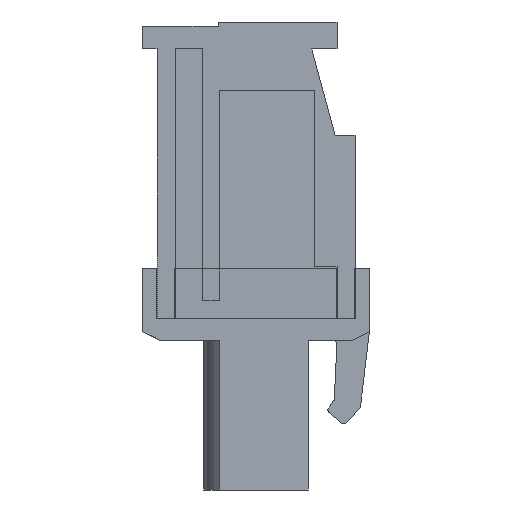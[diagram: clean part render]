
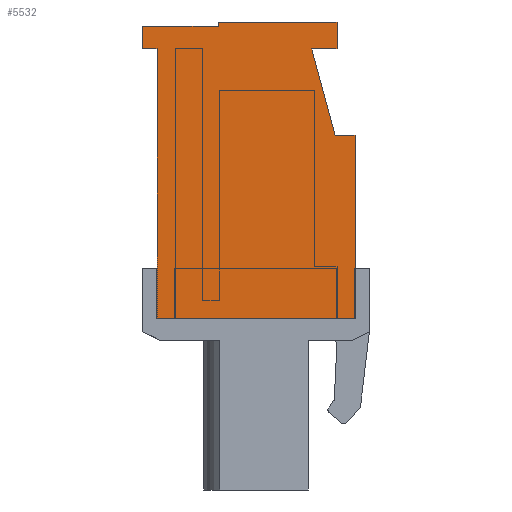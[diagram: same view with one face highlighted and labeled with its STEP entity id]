
A CAD part, left-side view. The second image highlights one B-rep face of the part: STEP entity #5532.
In plain terms, the highlighted planar face has unit normal (-1, 0, 0).
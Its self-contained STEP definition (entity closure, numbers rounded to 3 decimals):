
#5532 = ADVANCED_FACE( '', ( #11995 ), #11996, .T. );
#11995 = FACE_OUTER_BOUND( '', #19755, .T. );
#11996 = PLANE( '', #19756 );
#19755 = EDGE_LOOP( '', ( #34965, #34966, #34967, #34968, #34969, #34970, #34971, #34972, #34973, #34974, #34975, #34976 ) );
#19756 = AXIS2_PLACEMENT_3D( '', #34977, #34978, #34979 );
#34965 = ORIENTED_EDGE( '', *, *, #52399, .T. );
#34966 = ORIENTED_EDGE( '', *, *, #53349, .T. );
#34967 = ORIENTED_EDGE( '', *, *, #53350, .T. );
#34968 = ORIENTED_EDGE( '', *, *, #53351, .T. );
#34969 = ORIENTED_EDGE( '', *, *, #53295, .T. );
#34970 = ORIENTED_EDGE( '', *, *, #48873, .T. );
#34971 = ORIENTED_EDGE( '', *, *, #50615, .T. );
#34972 = ORIENTED_EDGE( '', *, *, #53352, .T. );
#34973 = ORIENTED_EDGE( '', *, *, #53353, .T. );
#34974 = ORIENTED_EDGE( '', *, *, #51838, .T. );
#34975 = ORIENTED_EDGE( '', *, *, #52010, .T. );
#34976 = ORIENTED_EDGE( '', *, *, #48928, .T. );
#34977 = CARTESIAN_POINT( '', ( -58.42, 0., 0. ) );
#34978 = DIRECTION( '', ( -1., 0., 0. ) );
#34979 = DIRECTION( '', ( 0., 0., 1. ) );
#48873 = EDGE_CURVE( '', #59397, #59398, #59399, .T. );
#48928 = EDGE_CURVE( '', #59496, #59497, #59498, .T. );
#50615 = EDGE_CURVE( '', #59398, #62330, #62332, .T. );
#51838 = EDGE_CURVE( '', #64259, #64260, #64261, .T. );
#52010 = EDGE_CURVE( '', #64260, #59496, #64515, .T. );
#52399 = EDGE_CURVE( '', #59497, #65098, #65099, .T. );
#53295 = EDGE_CURVE( '', #66356, #59397, #66357, .T. );
#53349 = EDGE_CURVE( '', #65098, #66427, #66428, .T. );
#53350 = EDGE_CURVE( '', #66427, #66429, #66430, .T. );
#53351 = EDGE_CURVE( '', #66429, #66356, #66431, .T. );
#53352 = EDGE_CURVE( '', #62330, #66432, #66433, .T. );
#53353 = EDGE_CURVE( '', #66432, #64259, #66434, .T. );
#59397 = VERTEX_POINT( '', #74438 );
#59398 = VERTEX_POINT( '', #74439 );
#59399 = LINE( '', #74440, #74441 );
#59496 = VERTEX_POINT( '', #74576 );
#59497 = VERTEX_POINT( '', #74577 );
#59498 = LINE( '', #74578, #74579 );
#62330 = VERTEX_POINT( '', #78729 );
#62332 = LINE( '', #78732, #78733 );
#64259 = VERTEX_POINT( '', #81607 );
#64260 = VERTEX_POINT( '', #81608 );
#64261 = LINE( '', #81609, #81610 );
#64515 = LINE( '', #81992, #81993 );
#65098 = VERTEX_POINT( '', #82852 );
#65099 = LINE( '', #82853, #82854 );
#66356 = VERTEX_POINT( '', #84740 );
#66357 = LINE( '', #84741, #84742 );
#66427 = VERTEX_POINT( '', #84846 );
#66428 = LINE( '', #84847, #84848 );
#66429 = VERTEX_POINT( '', #84849 );
#66430 = LINE( '', #84850, #84851 );
#66431 = LINE( '', #84852, #84853 );
#66432 = VERTEX_POINT( '', #84854 );
#66433 = LINE( '', #84855, #84856 );
#66434 = LINE( '', #84857, #84858 );
#74438 = CARTESIAN_POINT( '', ( -58.42, 6.3, 7.5 ) );
#74439 = CARTESIAN_POINT( '', ( -58.42, 5.5, 7.5 ) );
#74440 = CARTESIAN_POINT( '', ( -58.42, 6.3, 7.5 ) );
#74441 = VECTOR( '', #91891, 1000. );
#74576 = CARTESIAN_POINT( '', ( -58.42, -3.1, 7.5 ) );
#74577 = CARTESIAN_POINT( '', ( -58.42, -4.5, 7.5 ) );
#74578 = CARTESIAN_POINT( '', ( -58.42, -3.1, 7.5 ) );
#74579 = VECTOR( '', #91951, 1000. );
#78729 = CARTESIAN_POINT( '', ( -58.42, 5.5, -7.5 ) );
#78732 = CARTESIAN_POINT( '', ( -58.42, 5.5, 7.5 ) );
#78733 = VECTOR( '', #93490, 1000. );
#81607 = CARTESIAN_POINT( '', ( -58.42, -5.5, 2.7 ) );
#81608 = CARTESIAN_POINT( '', ( -58.42, -4.4, 2.7 ) );
#81609 = CARTESIAN_POINT( '', ( -58.42, -5.5, 2.7 ) );
#81610 = VECTOR( '', #94544, 1000. );
#81992 = CARTESIAN_POINT( '', ( -58.42, -4.4, 2.7 ) );
#81993 = VECTOR( '', #94685, 1000. );
#82852 = CARTESIAN_POINT( '', ( -58.42, -4.5, 9. ) );
#82853 = CARTESIAN_POINT( '', ( -58.42, -4.5, 7.5 ) );
#82854 = VECTOR( '', #95058, 1000. );
#84740 = CARTESIAN_POINT( '', ( -58.42, 6.3, 8.75 ) );
#84741 = CARTESIAN_POINT( '', ( -58.42, 6.3, 8.75 ) );
#84742 = VECTOR( '', #95799, 1000. );
#84846 = CARTESIAN_POINT( '', ( -58.42, 2.1, 9. ) );
#84847 = CARTESIAN_POINT( '', ( -58.42, -4.5, 9. ) );
#84848 = VECTOR( '', #95843, 1000. );
#84849 = CARTESIAN_POINT( '', ( -58.42, 2.1, 8.75 ) );
#84850 = CARTESIAN_POINT( '', ( -58.42, 2.1, 9. ) );
#84851 = VECTOR( '', #95844, 1000. );
#84852 = CARTESIAN_POINT( '', ( -58.42, 2.1, 8.75 ) );
#84853 = VECTOR( '', #95845, 1000. );
#84854 = CARTESIAN_POINT( '', ( -58.42, -5.5, -7.5 ) );
#84855 = CARTESIAN_POINT( '', ( -58.42, 5.5, -7.5 ) );
#84856 = VECTOR( '', #95846, 1000. );
#84857 = CARTESIAN_POINT( '', ( -58.42, -5.5, -7.5 ) );
#84858 = VECTOR( '', #95847, 1000. );
#91891 = DIRECTION( '', ( 0., -1., 0. ) );
#91951 = DIRECTION( '', ( 0., -1., 0. ) );
#93490 = DIRECTION( '', ( 0., 0., -1. ) );
#94544 = DIRECTION( '', ( 0., 1., 0. ) );
#94685 = DIRECTION( '', ( 0., 0.261, 0.965 ) );
#95058 = DIRECTION( '', ( 0., 0., 1. ) );
#95799 = DIRECTION( '', ( 0., 0., -1. ) );
#95843 = DIRECTION( '', ( 0., 1., 0. ) );
#95844 = DIRECTION( '', ( 0., 0., -1. ) );
#95845 = DIRECTION( '', ( 0., 1., 0. ) );
#95846 = DIRECTION( '', ( 0., -1., 0. ) );
#95847 = DIRECTION( '', ( 0., 0., 1. ) );
